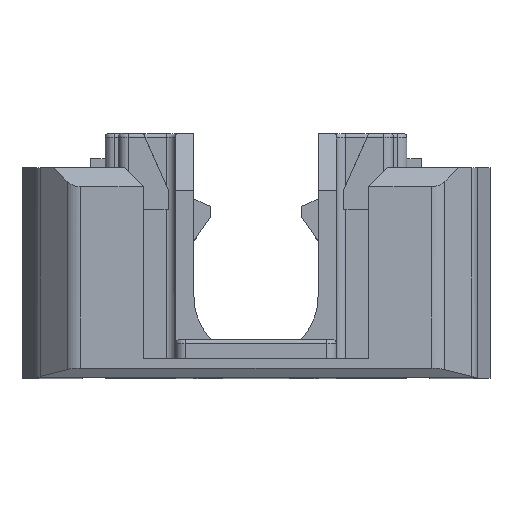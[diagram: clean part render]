
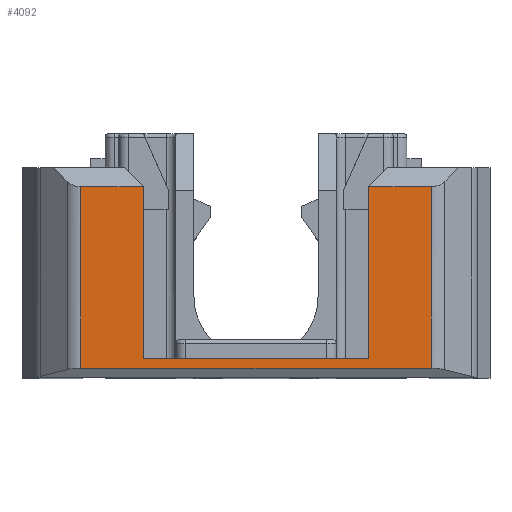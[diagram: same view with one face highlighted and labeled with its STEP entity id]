
A CAD part, top view. The second image highlights one B-rep face of the part: STEP entity #4092.
In plain terms, the highlighted planar face has unit normal (0, 0, 1).
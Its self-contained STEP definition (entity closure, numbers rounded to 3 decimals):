
#172 = LINE ( 'NONE', #709, #4516 ) ;
#392 = CARTESIAN_POINT ( 'NONE',  ( -5.9, -5.4, 25.7 ) ) ;
#410 = CARTESIAN_POINT ( 'NONE',  ( 0., 0., 25.7 ) ) ;
#653 = VERTEX_POINT ( 'NONE', #6426 ) ;
#709 = CARTESIAN_POINT ( 'NONE',  ( 0., 3.6, 25.7 ) ) ;
#726 = CARTESIAN_POINT ( 'NONE',  ( -5.9, 3.6, 25.7 ) ) ;
#857 = LINE ( 'NONE', #1337, #2993 ) ;
#943 = CARTESIAN_POINT ( 'NONE',  ( -9.186, -5.9, 25.7 ) ) ;
#987 = DIRECTION ( 'NONE',  ( 0., -1., 0. ) ) ;
#1062 = CARTESIAN_POINT ( 'NONE',  ( -9.186, -5.9, 25.7 ) ) ;
#1235 = ORIENTED_EDGE ( 'NONE', *, *, #4667, .T. ) ;
#1259 = EDGE_CURVE ( 'NONE', #1373, #3193, #3708, .T. ) ;
#1309 = ORIENTED_EDGE ( 'NONE', *, *, #4313, .T. ) ;
#1337 = CARTESIAN_POINT ( 'NONE',  ( 0., 3.6, 25.7 ) ) ;
#1349 = DIRECTION ( 'NONE',  ( 0., 0., -1. ) ) ;
#1372 = VECTOR ( 'NONE', #4490, 1000. ) ;
#1373 = VERTEX_POINT ( 'NONE', #3853 ) ;
#1676 = DIRECTION ( 'NONE',  ( -1., 0., 0. ) ) ;
#1701 = VERTEX_POINT ( 'NONE', #726 ) ;
#1884 = DIRECTION ( 'NONE',  ( 0., -1., 0. ) ) ;
#1952 = CARTESIAN_POINT ( 'NONE',  ( -9.186, 3.6, 25.7 ) ) ;
#1978 = CARTESIAN_POINT ( 'NONE',  ( 5.9, -5.4, 25.7 ) ) ;
#2266 = DIRECTION ( 'NONE',  ( 0., -1., 0. ) ) ;
#2304 = FACE_OUTER_BOUND ( 'NONE', #5699, .T. ) ;
#2415 = CARTESIAN_POINT ( 'NONE',  ( 5.9, -5.4, 25.7 ) ) ;
#2433 = VECTOR ( 'NONE', #987, 1000. ) ;
#2982 = DIRECTION ( 'NONE',  ( 1., 0., 0. ) ) ;
#2993 = VECTOR ( 'NONE', #3210, 1000. ) ;
#3193 = VERTEX_POINT ( 'NONE', #2415 ) ;
#3207 = CARTESIAN_POINT ( 'NONE',  ( -5.9, -5.4, 25.7 ) ) ;
#3210 = DIRECTION ( 'NONE',  ( -1., 0., 0. ) ) ;
#3235 = CARTESIAN_POINT ( 'NONE',  ( 9.186, 3.6, 25.7 ) ) ;
#3277 = VERTEX_POINT ( 'NONE', #1952 ) ;
#3304 = LINE ( 'NONE', #5321, #3347 ) ;
#3306 = ORIENTED_EDGE ( 'NONE', *, *, #1259, .F. ) ;
#3347 = VECTOR ( 'NONE', #3859, 1000. ) ;
#3440 = PLANE ( 'NONE',  #4086 ) ;
#3455 = LINE ( 'NONE', #392, #3507 ) ;
#3507 = VECTOR ( 'NONE', #2266, 1000. ) ;
#3571 = LINE ( 'NONE', #1978, #1372 ) ;
#3708 = LINE ( 'NONE', #3207, #5945 ) ;
#3725 = ORIENTED_EDGE ( 'NONE', *, *, #5915, .F. ) ;
#3853 = CARTESIAN_POINT ( 'NONE',  ( -5.9, -5.4, 25.7 ) ) ;
#3859 = DIRECTION ( 'NONE',  ( 0., 1., 0. ) ) ;
#3889 = VERTEX_POINT ( 'NONE', #4927 ) ;
#4086 = AXIS2_PLACEMENT_3D ( 'NONE', #410, #1349, #1884 ) ;
#4092 = ADVANCED_FACE ( 'NONE', ( #2304 ), #3440, .F. ) ;
#4313 = EDGE_CURVE ( 'NONE', #3277, #5978, #4597, .T. ) ;
#4460 = CARTESIAN_POINT ( 'NONE',  ( 0., -5.9, 25.7 ) ) ;
#4490 = DIRECTION ( 'NONE',  ( 0., 1., 0. ) ) ;
#4516 = VECTOR ( 'NONE', #1676, 1000. ) ;
#4597 = LINE ( 'NONE', #943, #2433 ) ;
#4667 = EDGE_CURVE ( 'NONE', #1701, #3277, #172, .T. ) ;
#4927 = CARTESIAN_POINT ( 'NONE',  ( 9.186, -5.9, 25.7 ) ) ;
#5212 = VERTEX_POINT ( 'NONE', #3235 ) ;
#5321 = CARTESIAN_POINT ( 'NONE',  ( 9.186, 3.6, 25.7 ) ) ;
#5360 = ORIENTED_EDGE ( 'NONE', *, *, #6035, .F. ) ;
#5379 = VECTOR ( 'NONE', #2982, 1000. ) ;
#5542 = LINE ( 'NONE', #4460, #5379 ) ;
#5549 = EDGE_CURVE ( 'NONE', #5212, #653, #857, .T. ) ;
#5641 = ORIENTED_EDGE ( 'NONE', *, *, #5549, .T. ) ;
#5660 = ORIENTED_EDGE ( 'NONE', *, *, #5687, .T. ) ;
#5673 = ORIENTED_EDGE ( 'NONE', *, *, #5773, .T. ) ;
#5687 = EDGE_CURVE ( 'NONE', #5978, #3889, #5542, .T. ) ;
#5699 = EDGE_LOOP ( 'NONE', ( #1235, #1309, #5660, #5673, #5641, #5360, #3306, #3725 ) ) ;
#5773 = EDGE_CURVE ( 'NONE', #3889, #5212, #3304, .T. ) ;
#5915 = EDGE_CURVE ( 'NONE', #1701, #1373, #3455, .T. ) ;
#5945 = VECTOR ( 'NONE', #6288, 1000. ) ;
#5978 = VERTEX_POINT ( 'NONE', #1062 ) ;
#6035 = EDGE_CURVE ( 'NONE', #3193, #653, #3571, .T. ) ;
#6288 = DIRECTION ( 'NONE',  ( 1., 0., 0. ) ) ;
#6426 = CARTESIAN_POINT ( 'NONE',  ( 5.9, 3.6, 25.7 ) ) ;
